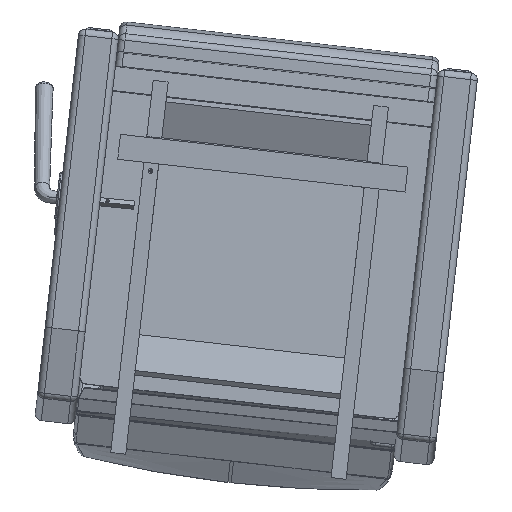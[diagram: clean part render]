
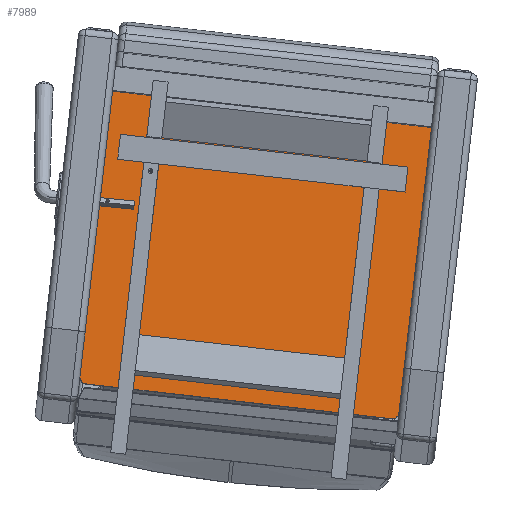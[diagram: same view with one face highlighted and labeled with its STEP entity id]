
A CAD part, front view. The second image highlights one B-rep face of the part: STEP entity #7989.
In plain terms, the highlighted face is planar.
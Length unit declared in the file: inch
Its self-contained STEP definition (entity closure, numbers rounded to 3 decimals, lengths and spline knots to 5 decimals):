
#314=PLANE('',#8805);
#749=LINE('',#12824,#1302);
#766=LINE('',#12935,#1319);
#767=LINE('',#12937,#1320);
#768=LINE('',#12938,#1321);
#1302=VECTOR('',#10134,0.3937);
#1319=VECTOR('',#10229,0.3937);
#1320=VECTOR('',#10230,0.3937);
#1321=VECTOR('',#10231,0.3937);
#2071=FACE_OUTER_BOUND('',#2618,.T.);
#2618=EDGE_LOOP('',(#5948,#5949,#5950,#5951,#5952,#5953));
#3170=CIRCLE('',#8741,0.5);
#3195=CIRCLE('',#8786,0.5);
#3680=VERTEX_POINT('',#12772);
#3681=VERTEX_POINT('',#12774);
#3697=VERTEX_POINT('',#12822);
#3710=VERTEX_POINT('',#12904);
#3717=VERTEX_POINT('',#12934);
#3718=VERTEX_POINT('',#12936);
#4475=EDGE_CURVE('',#3680,#3681,#3170,.T.);
#4500=EDGE_CURVE('',#3680,#3697,#749,.T.);
#4524=EDGE_CURVE('',#3710,#3697,#3195,.T.);
#4538=EDGE_CURVE('',#3717,#3710,#766,.T.);
#4539=EDGE_CURVE('',#3718,#3717,#767,.T.);
#4540=EDGE_CURVE('',#3718,#3681,#768,.T.);
#5948=ORIENTED_EDGE('',*,*,#4475,.F.);
#5949=ORIENTED_EDGE('',*,*,#4500,.T.);
#5950=ORIENTED_EDGE('',*,*,#4524,.F.);
#5951=ORIENTED_EDGE('',*,*,#4538,.F.);
#5952=ORIENTED_EDGE('',*,*,#4539,.F.);
#5953=ORIENTED_EDGE('',*,*,#4540,.T.);
#7989=ADVANCED_FACE('',(#2071),#314,.T.);
#8741=AXIS2_PLACEMENT_3D('',#12775,#10075,#10076);
#8786=AXIS2_PLACEMENT_3D('',#12906,#10187,#10188);
#8805=AXIS2_PLACEMENT_3D('',#12933,#10227,#10228);
#10075=DIRECTION('center_axis',(0.,1.,0.));
#10076=DIRECTION('ref_axis',(-0.707,0.,-0.707));
#10134=DIRECTION('',(1.,0.,0.));
#10187=DIRECTION('center_axis',(0.,1.,0.));
#10188=DIRECTION('ref_axis',(0.707,0.,-0.707));
#10227=DIRECTION('center_axis',(0.,-1.,0.));
#10228=DIRECTION('ref_axis',(0.,0.,-1.));
#10229=DIRECTION('',(0.,0.,-1.));
#10230=DIRECTION('',(1.,0.,0.));
#10231=DIRECTION('',(0.,0.,-1.));
#12772=CARTESIAN_POINT('',(0.5,0.,0.));
#12774=CARTESIAN_POINT('',(0.,0.,0.5));
#12775=CARTESIAN_POINT('Origin',(0.5,0.,0.5));
#12822=CARTESIAN_POINT('',(23.5,0.,0.));
#12824=CARTESIAN_POINT('',(0.,0.,0.));
#12904=CARTESIAN_POINT('',(24.,0.,0.5));
#12906=CARTESIAN_POINT('Origin',(23.5,0.,0.5));
#12933=CARTESIAN_POINT('Origin',(0.,0.,22.));
#12934=CARTESIAN_POINT('',(24.,0.,22.));
#12935=CARTESIAN_POINT('',(24.,0.,22.));
#12936=CARTESIAN_POINT('',(0.,0.,22.));
#12937=CARTESIAN_POINT('',(0.,0.,22.));
#12938=CARTESIAN_POINT('',(0.,0.,22.));
